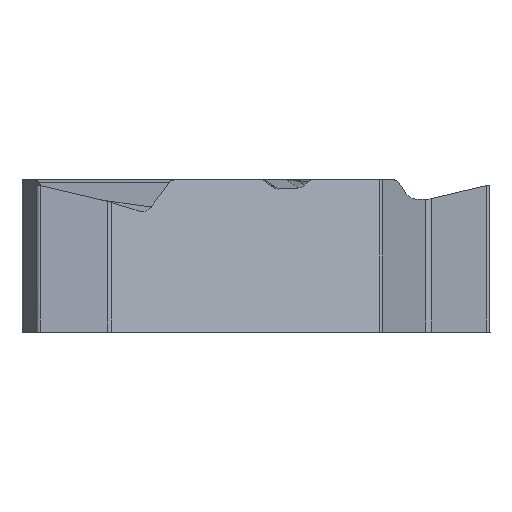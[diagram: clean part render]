
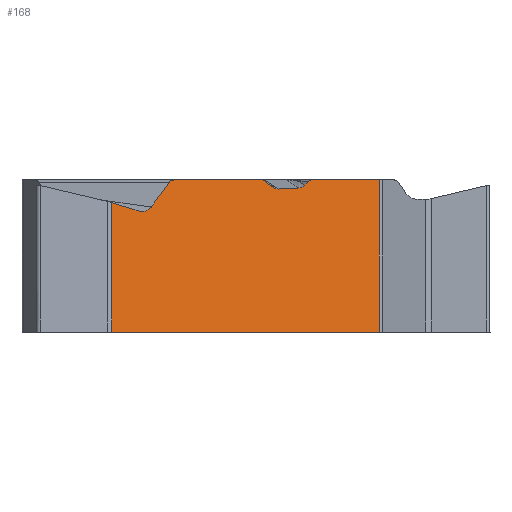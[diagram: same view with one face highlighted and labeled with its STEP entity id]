
A CAD part, front view. The second image highlights one B-rep face of the part: STEP entity #168.
In plain terms, the highlighted planar face has unit normal (0.5, -0.866, 0).
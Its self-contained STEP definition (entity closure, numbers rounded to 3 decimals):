
#116=PLANE('',#1567);
#168=ADVANCED_FACE('',(#272),#116,.F.);
#272=FACE_OUTER_BOUND('',#354,.T.);
#354=EDGE_LOOP('',(#613,#614,#615,#616,#617,#618,#619,#620,#621,#622,#623,
#624,#625,#626,#627,#628));
#414=ELLIPSE('',#1563,0.15,0.15);
#415=ELLIPSE('',#1564,0.167,0.15);
#416=ELLIPSE('',#1565,0.177,0.15);
#417=ELLIPSE('',#1566,0.373,0.33);
#613=ORIENTED_EDGE('',*,*,#1099,.T.);
#614=ORIENTED_EDGE('',*,*,#1100,.T.);
#615=ORIENTED_EDGE('',*,*,#1101,.T.);
#616=ORIENTED_EDGE('',*,*,#1085,.F.);
#617=ORIENTED_EDGE('',*,*,#1102,.F.);
#618=ORIENTED_EDGE('',*,*,#1103,.F.);
#619=ORIENTED_EDGE('',*,*,#1104,.F.);
#620=ORIENTED_EDGE('',*,*,#1105,.F.);
#621=ORIENTED_EDGE('',*,*,#1106,.F.);
#622=ORIENTED_EDGE('',*,*,#1107,.F.);
#623=ORIENTED_EDGE('',*,*,#1108,.F.);
#624=ORIENTED_EDGE('',*,*,#1079,.F.);
#625=ORIENTED_EDGE('',*,*,#1109,.F.);
#626=ORIENTED_EDGE('',*,*,#1110,.F.);
#627=ORIENTED_EDGE('',*,*,#1111,.F.);
#628=ORIENTED_EDGE('',*,*,#1112,.F.);
#918=VERTEX_POINT('',#2751);
#919=VERTEX_POINT('',#2753);
#924=VERTEX_POINT('',#2805);
#925=VERTEX_POINT('',#2807);
#932=VERTEX_POINT('',#2973);
#933=VERTEX_POINT('',#2974);
#934=VERTEX_POINT('',#2976);
#935=VERTEX_POINT('',#2979);
#936=VERTEX_POINT('',#2981);
#937=VERTEX_POINT('',#2995);
#938=VERTEX_POINT('',#2997);
#939=VERTEX_POINT('',#3011);
#940=VERTEX_POINT('',#3013);
#941=VERTEX_POINT('',#3016);
#942=VERTEX_POINT('',#3018);
#943=VERTEX_POINT('',#3020);
#1079=EDGE_CURVE('',#918,#919,#1252,.T.);
#1085=EDGE_CURVE('',#924,#925,#1256,.T.);
#1099=EDGE_CURVE('',#932,#933,#1262,.T.);
#1100=EDGE_CURVE('',#933,#934,#1263,.T.);
#1101=EDGE_CURVE('',#934,#925,#1264,.T.);
#1102=EDGE_CURVE('',#935,#924,#414,.T.);
#1103=EDGE_CURVE('',#936,#935,#1265,.T.);
#1104=EDGE_CURVE('',#937,#936,#1473,.T.);
#1105=EDGE_CURVE('',#938,#937,#1266,.T.);
#1106=EDGE_CURVE('',#939,#938,#1474,.T.);
#1107=EDGE_CURVE('',#940,#939,#1267,.T.);
#1108=EDGE_CURVE('',#919,#940,#415,.T.);
#1109=EDGE_CURVE('',#941,#918,#416,.T.);
#1110=EDGE_CURVE('',#942,#941,#1268,.T.);
#1111=EDGE_CURVE('',#943,#942,#417,.T.);
#1112=EDGE_CURVE('',#932,#943,#1269,.T.);
#1252=LINE('',#2752,#1380);
#1256=LINE('',#2806,#1384);
#1262=LINE('',#2972,#1391);
#1263=LINE('',#2975,#1392);
#1264=LINE('',#2977,#1393);
#1265=LINE('',#2980,#1394);
#1266=LINE('',#2996,#1395);
#1267=LINE('',#3012,#1396);
#1268=LINE('',#3017,#1397);
#1269=LINE('',#3021,#1398);
#1380=VECTOR('',#1811,1.);
#1384=VECTOR('',#1815,1.);
#1391=VECTOR('',#1840,1.);
#1392=VECTOR('',#1841,1.);
#1393=VECTOR('',#1842,1.);
#1394=VECTOR('',#1845,1.);
#1395=VECTOR('',#1846,1.);
#1396=VECTOR('',#1847,1.);
#1397=VECTOR('',#1852,1.);
#1398=VECTOR('',#1855,1.);
#1473=B_SPLINE_CURVE_WITH_KNOTS('',3,(#2982,#2983,#2984,#2985,#2986,#2987,
#2988,#2989,#2990,#2991,#2992,#2993,#2994),.UNSPECIFIED.,.F.,.F.,(4,3,3,
3,4),(0.,0.249,0.498,0.746,1.),
 .UNSPECIFIED.);
#1474=B_SPLINE_CURVE_WITH_KNOTS('',3,(#2998,#2999,#3000,#3001,#3002,#3003,
#3004,#3005,#3006,#3007,#3008,#3009,#3010),.UNSPECIFIED.,.F.,.F.,(4,3,3,
3,4),(0.,0.234,0.468,0.701,1.),
 .UNSPECIFIED.);
#1563=AXIS2_PLACEMENT_3D('',#2978,#1843,#1844);
#1564=AXIS2_PLACEMENT_3D('',#3014,#1848,#1849);
#1565=AXIS2_PLACEMENT_3D('',#3015,#1850,#1851);
#1566=AXIS2_PLACEMENT_3D('',#3019,#1853,#1854);
#1567=AXIS2_PLACEMENT_3D('',#3022,#1856,#1857);
#1811=DIRECTION('',(0.866,0.5,0.));
#1815=DIRECTION('',(0.866,0.5,0.));
#1840=DIRECTION('',(0.,0.,-1.));
#1841=DIRECTION('',(0.866,0.5,0.));
#1842=DIRECTION('',(0.,0.,1.));
#1843=DIRECTION('',(-0.5,0.866,0.));
#1844=DIRECTION('',(0.866,0.5,0.));
#1845=DIRECTION('',(0.658,0.38,0.651));
#1846=DIRECTION('',(0.865,0.5,0.043));
#1847=DIRECTION('',(0.686,0.396,-0.611));
#1848=DIRECTION('',(-0.5,0.866,0.));
#1849=DIRECTION('',(-0.866,-0.5,0.));
#1850=DIRECTION('',(-0.5,0.866,0.));
#1851=DIRECTION('',(-0.866,-0.5,0.));
#1852=DIRECTION('',(0.557,0.322,0.765));
#1853=DIRECTION('',(0.5,-0.866,0.));
#1854=DIRECTION('',(0.837,0.483,-0.259));
#1855=DIRECTION('',(0.837,0.483,-0.259));
#1856=DIRECTION('',(-0.5,0.866,0.));
#1857=DIRECTION('',(0.,0.,-1.));
#2751=CARTESIAN_POINT('',(-0.579,-5.834,0.14));
#2752=CARTESIAN_POINT('',(5.129,-2.538,0.14));
#2753=CARTESIAN_POINT('',(1.861,-4.425,0.14));
#2805=CARTESIAN_POINT('',(3.222,-3.639,0.14));
#2806=CARTESIAN_POINT('',(-0.367,-5.711,0.14));
#2807=CARTESIAN_POINT('',(5.079,-2.567,0.14));
#2972=CARTESIAN_POINT('',(-2.292,-6.823,-5.55));
#2973=CARTESIAN_POINT('',(-2.292,-6.823,-0.483));
#2974=CARTESIAN_POINT('',(-2.292,-6.823,-4.05));
#2975=CARTESIAN_POINT('',(-0.367,-5.711,-4.05));
#2976=CARTESIAN_POINT('',(5.079,-2.567,-4.05));
#2977=CARTESIAN_POINT('',(5.079,-2.567,3.14));
#2978=CARTESIAN_POINT('',(3.222,-3.639,-0.01));
#2979=CARTESIAN_POINT('',(3.137,-3.688,0.104));
#2980=CARTESIAN_POINT('',(1.072,-4.88,-1.939));
#2981=CARTESIAN_POINT('',(3.029,-3.75,-0.003));
#2982=CARTESIAN_POINT('',(2.857,-3.85,-0.082));
#2983=CARTESIAN_POINT('',(2.873,-3.841,-0.081));
#2984=CARTESIAN_POINT('',(2.888,-3.832,-0.078));
#2985=CARTESIAN_POINT('',(2.904,-3.823,-0.075));
#2986=CARTESIAN_POINT('',(2.919,-3.814,-0.071));
#2987=CARTESIAN_POINT('',(2.934,-3.805,-0.066));
#2988=CARTESIAN_POINT('',(2.949,-3.797,-0.059));
#2989=CARTESIAN_POINT('',(2.963,-3.789,-0.052));
#2990=CARTESIAN_POINT('',(2.977,-3.78,-0.044));
#2991=CARTESIAN_POINT('',(2.99,-3.773,-0.035));
#2992=CARTESIAN_POINT('',(3.004,-3.765,-0.026));
#2993=CARTESIAN_POINT('',(3.017,-3.757,-0.015));
#2994=CARTESIAN_POINT('',(3.029,-3.75,-0.003));
#2995=CARTESIAN_POINT('',(2.857,-3.85,-0.082));
#2996=CARTESIAN_POINT('',(-0.358,-5.706,-0.24));
#2997=CARTESIAN_POINT('',(2.296,-4.173,-0.109));
#2998=CARTESIAN_POINT('',(2.124,-4.273,-0.047));
#2999=CARTESIAN_POINT('',(2.136,-4.266,-0.058));
#3000=CARTESIAN_POINT('',(2.148,-4.259,-0.067));
#3001=CARTESIAN_POINT('',(2.161,-4.252,-0.074));
#3002=CARTESIAN_POINT('',(2.173,-4.245,-0.082));
#3003=CARTESIAN_POINT('',(2.186,-4.237,-0.089));
#3004=CARTESIAN_POINT('',(2.2,-4.229,-0.094));
#3005=CARTESIAN_POINT('',(2.214,-4.221,-0.099));
#3006=CARTESIAN_POINT('',(2.228,-4.213,-0.103));
#3007=CARTESIAN_POINT('',(2.242,-4.205,-0.106));
#3008=CARTESIAN_POINT('',(2.26,-4.195,-0.109));
#3009=CARTESIAN_POINT('',(2.278,-4.184,-0.11));
#3010=CARTESIAN_POINT('',(2.296,-4.173,-0.109));
#3011=CARTESIAN_POINT('',(2.124,-4.273,-0.047));
#3012=CARTESIAN_POINT('',(3.988,-3.197,-1.708));
#3013=CARTESIAN_POINT('',(1.954,-4.371,0.104));
#3014=CARTESIAN_POINT('',(1.861,-4.425,-0.01));
#3015=CARTESIAN_POINT('',(-0.579,-5.834,-0.01));
#3016=CARTESIAN_POINT('',(-0.704,-5.906,0.077));
#3017=CARTESIAN_POINT('',(1.68,-4.529,3.35));
#3018=CARTESIAN_POINT('',(-1.204,-6.194,-0.609));
#3019=CARTESIAN_POINT('',(-1.464,-6.344,-0.398));
#3020=CARTESIAN_POINT('',(-1.538,-6.387,-0.717));
#3021=CARTESIAN_POINT('',(4.527,-2.885,-2.593));
#3022=CARTESIAN_POINT('',(-0.367,-5.711,0.));
